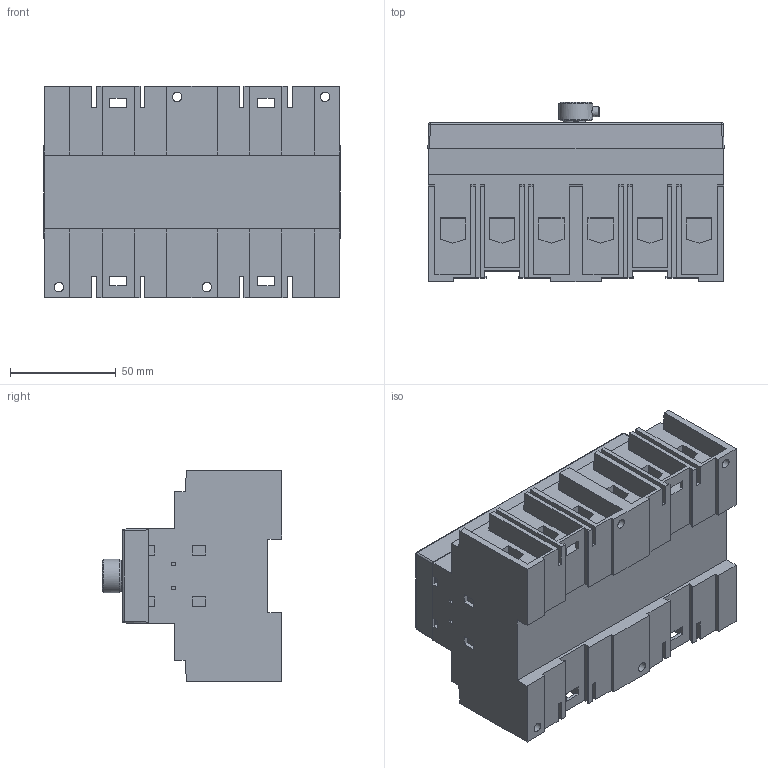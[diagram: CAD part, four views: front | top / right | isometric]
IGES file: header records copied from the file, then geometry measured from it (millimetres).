
Global section: file name: OT100-125F6-IGS.igs; preprocessor: I-DEAS 3D IGES Translator 11; date: 20090417.143120; units: millimetre
Bounding box: 140.25 x 84.8 x 100 mm (x, y, z)
Volume: 637658.5 mm3; surface area: 122125.5 mm2
Topology: 1 solids, 14 shells, 967 faces, 2731 edges, 1983 vertices
Faces by surface type: bspline 967
